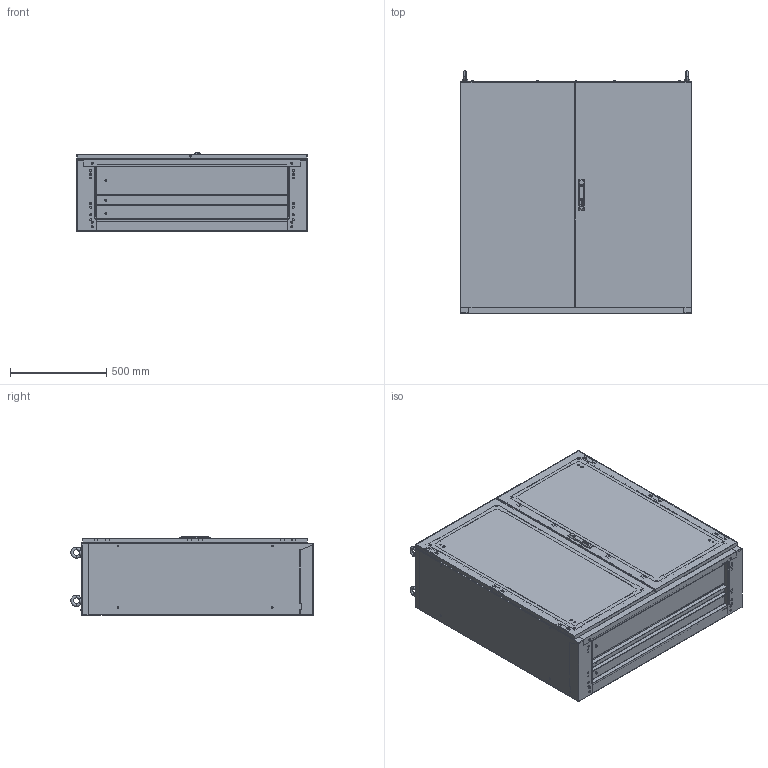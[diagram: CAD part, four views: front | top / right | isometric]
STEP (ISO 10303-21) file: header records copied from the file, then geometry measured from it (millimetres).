
FILE_DESCRIPTION (( 'STEP AP214' ), '1' );
FILE_NAME ('0390-1212-40-07.step', '2022-07-28T11:05:33', ( '' ), ( '' ), 'SwSTEP 2.0', 'SolidWorks 2019', '' );
FILE_SCHEMA (( 'AUTOMOTIVE_DESIGN' ));
Length unit declared in the file: millimetre
Products named in the file (7): 0390-1212-40-07; TuerLP_s_0395-1212-01-97; TuerGG_s_0395-1212-02-97; Tuer2_s_0395-1212-05-97; Korpus_ss_1212-40; Dachplatte_ss_0390-1200-40-07; Bodenplattensatz_s_0396-1200-40-03
Assembly tree (6 placements, depth 3):
  0390-1212-40-07
    Korpus_ss_1212-40
    Tuer2_s_0395-1212-05-97
      TuerGG_s_0395-1212-02-97
      TuerLP_s_0395-1212-01-97
    Dachplatte_ss_0390-1200-40-07
    Bodenplattensatz_s_0396-1200-40-03
Bounding box: 1200 x 1257.99 x 407.5 mm (x, y, z)
Volume: 11559026.1 mm3; surface area: 12386440.4 mm2
Topology: 45 solids, 45 shells, 4567 faces, 12005 edges, 7928 vertices
Faces by surface type: plane 2443, cylinder 1912, cone 174, torus 24, bspline 14
Entity records: 174181 total; most frequent: CARTESIAN_POINT 26763, DIRECTION 24872, ORIENTED_EDGE 24010, EDGE_CURVE 12005, AXIS2_PLACEMENT_3D 8641, VERTEX_POINT 7928, VECTOR 7590, LINE 7590
